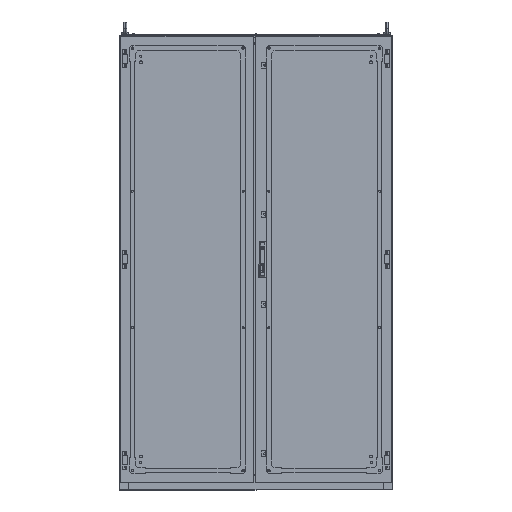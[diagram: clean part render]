
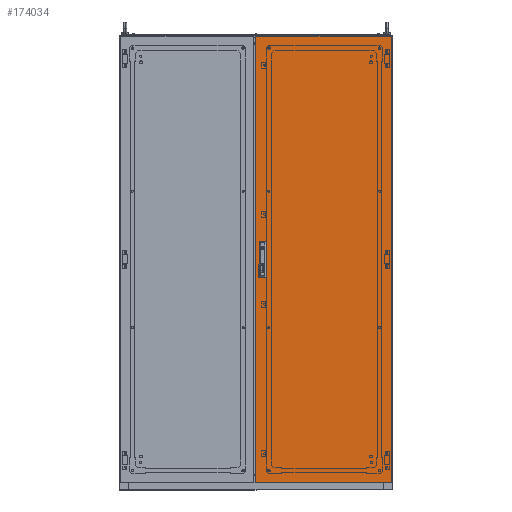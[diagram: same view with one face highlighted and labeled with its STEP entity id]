
A CAD part, top view. The second image highlights one B-rep face of the part: STEP entity #174034.
In plain terms, the highlighted planar face has unit normal (0, 0, 1).
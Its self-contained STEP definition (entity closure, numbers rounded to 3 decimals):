
#5096 = EDGE_LOOP ( 'NONE', ( #28215, #164649, #48897, #128469 ) ) ;
#5725 = LINE ( 'NONE', #200213, #31965 ) ;
#7620 = CARTESIAN_POINT ( 'NONE',  ( 597., 997., 0. ) ) ;
#9617 = CARTESIAN_POINT ( 'NONE',  ( 597., 997., 0. ) ) ;
#10554 = EDGE_CURVE ( 'NONE', #140768, #50051, #61397, .T. ) ;
#11776 = DIRECTION ( 'NONE',  ( -1., 0., 0. ) ) ;
#12488 = EDGE_LOOP ( 'NONE', ( #172002, #53963, #30592, #66077 ) ) ;
#12791 = VERTEX_POINT ( 'NONE', #198501 ) ;
#13952 = EDGE_CURVE ( 'NONE', #150719, #81641, #155244, .T. ) ;
#14202 = EDGE_CURVE ( 'NONE', #209508, #141810, #58768, .T. ) ;
#15353 = FACE_OUTER_BOUND ( 'NONE', #12488, .T. ) ;
#15649 = AXIS2_PLACEMENT_3D ( 'NONE', #80398, #99620, #195884 ) ;
#17444 = FACE_BOUND ( 'NONE', #5096, .T. ) ;
#17686 = DIRECTION ( 'NONE',  ( 0., -1., 0. ) ) ;
#18417 = ORIENTED_EDGE ( 'NONE', *, *, #47842, .F. ) ;
#26922 = CARTESIAN_POINT ( 'NONE',  ( 597., -970., 0. ) ) ;
#27022 = CARTESIAN_POINT ( 'NONE',  ( 16.5, 88.5, 0. ) ) ;
#27391 = LINE ( 'NONE', #161925, #71534 ) ;
#28111 = DIRECTION ( 'NONE',  ( 1., 0., 0. ) ) ;
#28215 = ORIENTED_EDGE ( 'NONE', *, *, #186204, .F. ) ;
#29713 = CARTESIAN_POINT ( 'NONE',  ( -3., 997., 0. ) ) ;
#30592 = ORIENTED_EDGE ( 'NONE', *, *, #14202, .T. ) ;
#31965 = VECTOR ( 'NONE', #39836, 1000. ) ;
#32198 = VERTEX_POINT ( 'NONE', #46791 ) ;
#36379 = DIRECTION ( 'NONE',  ( 1., 0., 0. ) ) ;
#39836 = DIRECTION ( 'NONE',  ( 0., -1., 0. ) ) ;
#46791 = CARTESIAN_POINT ( 'NONE',  ( -3., -970., 0. ) ) ;
#47571 = VECTOR ( 'NONE', #66011, 1000. ) ;
#47842 = EDGE_CURVE ( 'NONE', #50051, #150719, #5725, .T. ) ;
#48897 = ORIENTED_EDGE ( 'NONE', *, *, #210907, .F. ) ;
#50051 = VERTEX_POINT ( 'NONE', #27022 ) ;
#50456 = PLANE ( 'NONE',  #15649 ) ;
#53963 = ORIENTED_EDGE ( 'NONE', *, *, #208219, .T. ) ;
#55880 = VECTOR ( 'NONE', #207853, 1000. ) ;
#58768 = LINE ( 'NONE', #7620, #133527 ) ;
#61397 = LINE ( 'NONE', #93498, #55880 ) ;
#66011 = DIRECTION ( 'NONE',  ( 0., 1., 0. ) ) ;
#66077 = ORIENTED_EDGE ( 'NONE', *, *, #201578, .T. ) ;
#66820 = ORIENTED_EDGE ( 'NONE', *, *, #13952, .F. ) ;
#69368 = CARTESIAN_POINT ( 'NONE',  ( 41.5, -61.5, 0. ) ) ;
#71534 = VECTOR ( 'NONE', #93556, 1000. ) ;
#74349 = EDGE_CURVE ( 'NONE', #182231, #123074, #96848, .T. ) ;
#78939 = VECTOR ( 'NONE', #36379, 1000. ) ;
#79895 = CARTESIAN_POINT ( 'NONE',  ( 41.5, 88.5, 0. ) ) ;
#79977 = LINE ( 'NONE', #109979, #140313 ) ;
#80398 = CARTESIAN_POINT ( 'NONE',  ( 0., 0., 0. ) ) ;
#81556 = ORIENTED_EDGE ( 'NONE', *, *, #10554, .F. ) ;
#81641 = VERTEX_POINT ( 'NONE', #115728 ) ;
#82075 = CARTESIAN_POINT ( 'NONE',  ( 41.5, -61.5, 0. ) ) ;
#83461 = VECTOR ( 'NONE', #87894, 1000. ) ;
#87694 = DIRECTION ( 'NONE',  ( 0., 1., 0. ) ) ;
#87894 = DIRECTION ( 'NONE',  ( 1., 0., 0. ) ) ;
#89048 = LINE ( 'NONE', #198849, #78939 ) ;
#90966 = EDGE_LOOP ( 'NONE', ( #18417, #81556, #103382, #66820 ) ) ;
#92756 = LINE ( 'NONE', #29713, #111102 ) ;
#93498 = CARTESIAN_POINT ( 'NONE',  ( 41.5, 88.5, 0. ) ) ;
#93556 = DIRECTION ( 'NONE',  ( 0., 1., 0. ) ) ;
#96618 = DIRECTION ( 'NONE',  ( -1., 0., 0. ) ) ;
#96848 = LINE ( 'NONE', #185184, #83461 ) ;
#99620 = DIRECTION ( 'NONE',  ( 0., 0., 1. ) ) ;
#103382 = ORIENTED_EDGE ( 'NONE', *, *, #104861, .F. ) ;
#104861 = EDGE_CURVE ( 'NONE', #81641, #140768, #27391, .T. ) ;
#109979 = CARTESIAN_POINT ( 'NONE',  ( 41.5, -11.5, 0. ) ) ;
#111102 = VECTOR ( 'NONE', #191045, 1000. ) ;
#115728 = CARTESIAN_POINT ( 'NONE',  ( 41.5, 38.5, 0. ) ) ;
#115948 = LINE ( 'NONE', #177896, #143857 ) ;
#116878 = VERTEX_POINT ( 'NONE', #177627 ) ;
#123074 = VERTEX_POINT ( 'NONE', #69368 ) ;
#123209 = VECTOR ( 'NONE', #28111, 1000. ) ;
#126932 = VERTEX_POINT ( 'NONE', #148164 ) ;
#128469 = ORIENTED_EDGE ( 'NONE', *, *, #74349, .F. ) ;
#133527 = VECTOR ( 'NONE', #87694, 1000. ) ;
#137476 = CARTESIAN_POINT ( 'NONE',  ( 16.5, 38.5, 0. ) ) ;
#140313 = VECTOR ( 'NONE', #11776, 1000. ) ;
#140768 = VERTEX_POINT ( 'NONE', #79895 ) ;
#141810 = VERTEX_POINT ( 'NONE', #9617 ) ;
#143857 = VECTOR ( 'NONE', #17686, 1000. ) ;
#143859 = CARTESIAN_POINT ( 'NONE',  ( 16.5, -61.5, 0. ) ) ;
#148164 = CARTESIAN_POINT ( 'NONE',  ( 16.5, -11.5, 0. ) ) ;
#149808 = FACE_BOUND ( 'NONE', #90966, .T. ) ;
#149955 = CARTESIAN_POINT ( 'NONE',  ( -3., 997., 0. ) ) ;
#150719 = VERTEX_POINT ( 'NONE', #137476 ) ;
#153118 = CARTESIAN_POINT ( 'NONE',  ( 41.5, 38.5, 0. ) ) ;
#155244 = LINE ( 'NONE', #153118, #123209 ) ;
#161045 = VECTOR ( 'NONE', #96618, 1000. ) ;
#161925 = CARTESIAN_POINT ( 'NONE',  ( 41.5, 38.5, 0. ) ) ;
#163359 = LINE ( 'NONE', #82075, #47571 ) ;
#163368 = EDGE_CURVE ( 'NONE', #116878, #32198, #92756, .T. ) ;
#164649 = ORIENTED_EDGE ( 'NONE', *, *, #200863, .F. ) ;
#172002 = ORIENTED_EDGE ( 'NONE', *, *, #163368, .T. ) ;
#174034 = ADVANCED_FACE ( 'NONE', ( #149808, #17444, #15353 ), #50456, .T. ) ;
#177627 = CARTESIAN_POINT ( 'NONE',  ( -3., 997., 0. ) ) ;
#177896 = CARTESIAN_POINT ( 'NONE',  ( 16.5, -61.5, 0. ) ) ;
#182231 = VERTEX_POINT ( 'NONE', #143859 ) ;
#185184 = CARTESIAN_POINT ( 'NONE',  ( 41.5, -61.5, 0. ) ) ;
#186204 = EDGE_CURVE ( 'NONE', #126932, #182231, #115948, .T. ) ;
#191045 = DIRECTION ( 'NONE',  ( 0., -1., 0. ) ) ;
#195884 = DIRECTION ( 'NONE',  ( 1., 0., 0. ) ) ;
#198118 = LINE ( 'NONE', #149955, #161045 ) ;
#198501 = CARTESIAN_POINT ( 'NONE',  ( 41.5, -11.5, 0. ) ) ;
#198849 = CARTESIAN_POINT ( 'NONE',  ( -3., -970., 0. ) ) ;
#200213 = CARTESIAN_POINT ( 'NONE',  ( 16.5, 38.5, 0. ) ) ;
#200863 = EDGE_CURVE ( 'NONE', #12791, #126932, #79977, .T. ) ;
#201578 = EDGE_CURVE ( 'NONE', #141810, #116878, #198118, .T. ) ;
#207853 = DIRECTION ( 'NONE',  ( -1., 0., 0. ) ) ;
#208219 = EDGE_CURVE ( 'NONE', #32198, #209508, #89048, .T. ) ;
#209508 = VERTEX_POINT ( 'NONE', #26922 ) ;
#210907 = EDGE_CURVE ( 'NONE', #123074, #12791, #163359, .T. ) ;
